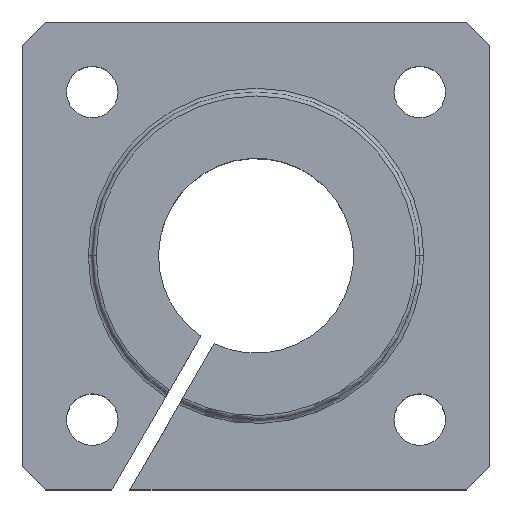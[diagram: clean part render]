
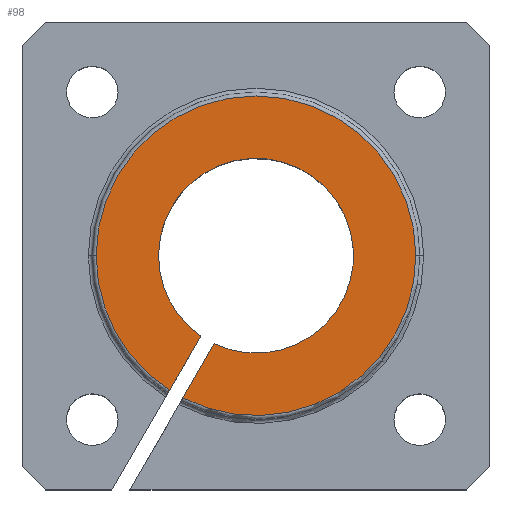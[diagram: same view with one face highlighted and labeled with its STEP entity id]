
A CAD part, top view. The second image highlights one B-rep face of the part: STEP entity #98.
In plain terms, the highlighted planar face has unit normal (0, 0, 1).
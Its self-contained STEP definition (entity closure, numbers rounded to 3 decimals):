
#98 = ADVANCED_FACE( '', ( #167 ), #168, .T. );
#167 = FACE_OUTER_BOUND( '', #263, .T. );
#168 = PLANE( '', #264 );
#263 = EDGE_LOOP( '', ( #485, #486, #487, #488, #489, #490, #491 ) );
#264 = AXIS2_PLACEMENT_3D( '', #492, #493, #494 );
#485 = ORIENTED_EDGE( '', *, *, #733, .T. );
#486 = ORIENTED_EDGE( '', *, *, #725, .T. );
#487 = ORIENTED_EDGE( '', *, *, #704, .T. );
#488 = ORIENTED_EDGE( '', *, *, #728, .T. );
#489 = ORIENTED_EDGE( '', *, *, #737, .T. );
#490 = ORIENTED_EDGE( '', *, *, #685, .T. );
#491 = ORIENTED_EDGE( '', *, *, #681, .T. );
#492 = CARTESIAN_POINT( '', ( 0., 40.25, 25. ) );
#493 = DIRECTION( '', ( 0., 0., 1. ) );
#494 = DIRECTION( '', ( 0., 1., 0. ) );
#681 = EDGE_CURVE( '', #807, #812, #814, .T. );
#685 = EDGE_CURVE( '', #816, #807, #821, .T. );
#704 = EDGE_CURVE( '', #850, #854, #856, .T. );
#725 = EDGE_CURVE( '', #890, #850, #891, .T. );
#728 = EDGE_CURVE( '', #854, #895, #896, .T. );
#733 = EDGE_CURVE( '', #812, #890, #903, .T. );
#737 = EDGE_CURVE( '', #895, #816, #909, .T. );
#807 = VERTEX_POINT( '', #1003 );
#812 = VERTEX_POINT( '', #1008 );
#814 = CIRCLE( '', #1027, 20.5 );
#816 = VERTEX_POINT( '', #1029 );
#821 = CIRCLE( '', #1034, 20.5 );
#850 = VERTEX_POINT( '', #1101 );
#854 = VERTEX_POINT( '', #1106 );
#856 = CIRCLE( '', #1109, 12.5 );
#890 = VERTEX_POINT( '', #1151 );
#891 = CIRCLE( '', #1152, 12.5 );
#895 = VERTEX_POINT( '', #1157 );
#896 = LINE( '', #1158, #1159 );
#903 = LINE( '', #1186, #1187 );
#909 = CIRCLE( '', #1196, 20.5 );
#1003 = CARTESIAN_POINT( '', ( -20.5, 30., 25. ) );
#1008 = CARTESIAN_POINT( '', ( -11.104, 12.768, 25. ) );
#1027 = AXIS2_PLACEMENT_3D( '', #1314, #1315, #1316 );
#1029 = CARTESIAN_POINT( '', ( 20.5, 30., 25. ) );
#1034 = AXIS2_PLACEMENT_3D( '', #1326, #1327, #1328 );
#1101 = CARTESIAN_POINT( '', ( 5.364, 41.291, 25. ) );
#1106 = CARTESIAN_POINT( '', ( -5.364, 18.709, 25. ) );
#1109 = AXIS2_PLACEMENT_3D( '', #1365, #1366, #1367 );
#1151 = CARTESIAN_POINT( '', ( -7.096, 19.709, 25. ) );
#1152 = AXIS2_PLACEMENT_3D( '', #1412, #1413, #1414 );
#1157 = CARTESIAN_POINT( '', ( -9.372, 11.768, 25. ) );
#1158 = CARTESIAN_POINT( '', ( -0.03, 27.948, 25. ) );
#1159 = VECTOR( '', #1419, 1. );
#1186 = CARTESIAN_POINT( '', ( -13.647, 8.363, 25. ) );
#1187 = VECTOR( '', #1423, 1. );
#1196 = AXIS2_PLACEMENT_3D( '', #1427, #1428, #1429 );
#1314 = CARTESIAN_POINT( '', ( 0., 30., 25. ) );
#1315 = DIRECTION( '', ( 0., 0., 1. ) );
#1316 = DIRECTION( '', ( 0., 1., 0. ) );
#1326 = CARTESIAN_POINT( '', ( 0., 30., 25. ) );
#1327 = DIRECTION( '', ( 0., 0., 1. ) );
#1328 = DIRECTION( '', ( 0., 1., 0. ) );
#1365 = CARTESIAN_POINT( '', ( 0., 30., 25. ) );
#1366 = DIRECTION( '', ( 0., 0., -1. ) );
#1367 = DIRECTION( '', ( -0.429, -0.903, 0. ) );
#1412 = CARTESIAN_POINT( '', ( 0., 30., 25. ) );
#1413 = DIRECTION( '', ( 0., 0., -1. ) );
#1414 = DIRECTION( '', ( -0.429, -0.903, 0. ) );
#1419 = DIRECTION( '', ( -0.5, -0.866, 0. ) );
#1423 = DIRECTION( '', ( 0.5, 0.866, 0. ) );
#1427 = CARTESIAN_POINT( '', ( 0., 30., 25. ) );
#1428 = DIRECTION( '', ( 0., 0., 1. ) );
#1429 = DIRECTION( '', ( 0., 1., 0. ) );
